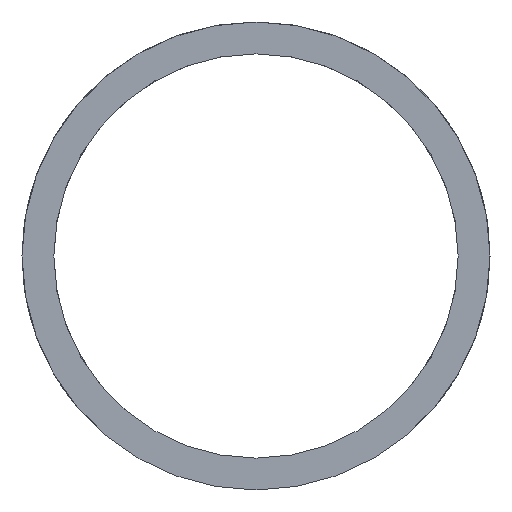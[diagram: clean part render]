
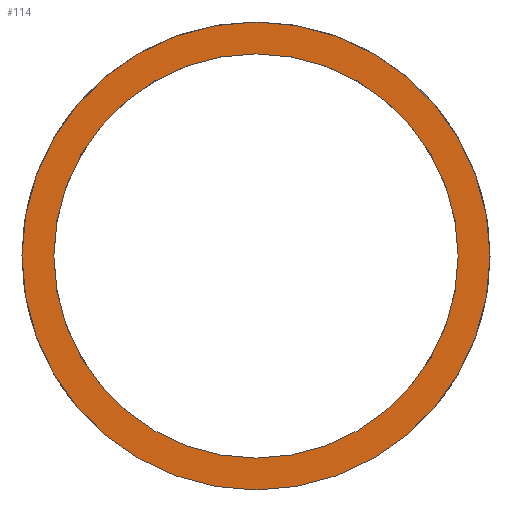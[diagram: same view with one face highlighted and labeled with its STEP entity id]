
A CAD part, front view. The second image highlights one B-rep face of the part: STEP entity #114.
In plain terms, the highlighted planar face has unit normal (0, -1, 0).
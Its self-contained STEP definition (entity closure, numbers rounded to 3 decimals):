
#1 = CARTESIAN_POINT ( 'NONE',  ( 0., -12., 0. ) ) ;
#3 = EDGE_CURVE ( 'NONE', #897, #863, #834, .T. ) ;
#114 = ADVANCED_FACE ( 'NONE', ( #224, #451 ), #671, .F. ) ;
#122 = EDGE_CURVE ( 'NONE', #975, #213, #534, .T. ) ;
#179 = DIRECTION ( 'NONE',  ( -1., 0., 0. ) ) ;
#213 = VERTEX_POINT ( 'NONE', #691 ) ;
#224 = FACE_BOUND ( 'NONE', #647, .T. ) ;
#249 = CARTESIAN_POINT ( 'NONE',  ( 9.5, -12., 0. ) ) ;
#254 = CARTESIAN_POINT ( 'NONE',  ( 11., -12., 0. ) ) ;
#267 = CARTESIAN_POINT ( 'NONE',  ( 0., -12., 0. ) ) ;
#320 = ORIENTED_EDGE ( 'NONE', *, *, #122, .F. ) ;
#325 = AXIS2_PLACEMENT_3D ( 'NONE', #1059, #974, #835 ) ;
#377 = CIRCLE ( 'NONE', #403, 11. ) ;
#403 = AXIS2_PLACEMENT_3D ( 'NONE', #411, #910, #663 ) ;
#409 = DIRECTION ( 'NONE',  ( -1., 0., 0. ) ) ;
#411 = CARTESIAN_POINT ( 'NONE',  ( 0., -12., 0. ) ) ;
#435 = DIRECTION ( 'NONE',  ( -1., 0., 0. ) ) ;
#451 = FACE_OUTER_BOUND ( 'NONE', #954, .T. ) ;
#493 = ORIENTED_EDGE ( 'NONE', *, *, #3, .T. ) ;
#503 = DIRECTION ( 'NONE',  ( 0., 1., 0. ) ) ;
#534 = CIRCLE ( 'NONE', #872, 11. ) ;
#539 = AXIS2_PLACEMENT_3D ( 'NONE', #1, #819, #409 ) ;
#614 = CARTESIAN_POINT ( 'NONE',  ( 0., -12., 0. ) ) ;
#625 = EDGE_CURVE ( 'NONE', #213, #975, #377, .T. ) ;
#637 = ORIENTED_EDGE ( 'NONE', *, *, #625, .F. ) ;
#647 = EDGE_LOOP ( 'NONE', ( #838, #493 ) ) ;
#663 = DIRECTION ( 'NONE',  ( -1., 0., 0. ) ) ;
#671 = PLANE ( 'NONE',  #325 ) ;
#689 = AXIS2_PLACEMENT_3D ( 'NONE', #614, #768, #435 ) ;
#691 = CARTESIAN_POINT ( 'NONE',  ( -11., -12., 0. ) ) ;
#721 = CIRCLE ( 'NONE', #689, 9.5 ) ;
#768 = DIRECTION ( 'NONE',  ( 0., 1., 0. ) ) ;
#808 = EDGE_CURVE ( 'NONE', #863, #897, #721, .T. ) ;
#819 = DIRECTION ( 'NONE',  ( 0., 1., 0. ) ) ;
#834 = CIRCLE ( 'NONE', #539, 9.5 ) ;
#835 = DIRECTION ( 'NONE',  ( -1., 0., 0. ) ) ;
#838 = ORIENTED_EDGE ( 'NONE', *, *, #808, .T. ) ;
#850 = CARTESIAN_POINT ( 'NONE',  ( -9.5, -12., 0. ) ) ;
#863 = VERTEX_POINT ( 'NONE', #249 ) ;
#872 = AXIS2_PLACEMENT_3D ( 'NONE', #267, #503, #179 ) ;
#897 = VERTEX_POINT ( 'NONE', #850 ) ;
#910 = DIRECTION ( 'NONE',  ( 0., 1., 0. ) ) ;
#954 = EDGE_LOOP ( 'NONE', ( #320, #637 ) ) ;
#974 = DIRECTION ( 'NONE',  ( 0., 1., 0. ) ) ;
#975 = VERTEX_POINT ( 'NONE', #254 ) ;
#1059 = CARTESIAN_POINT ( 'NONE',  ( 0., -12., 0. ) ) ;
